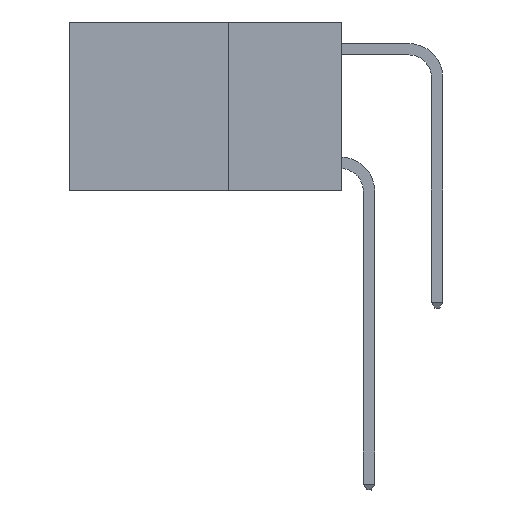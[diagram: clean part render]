
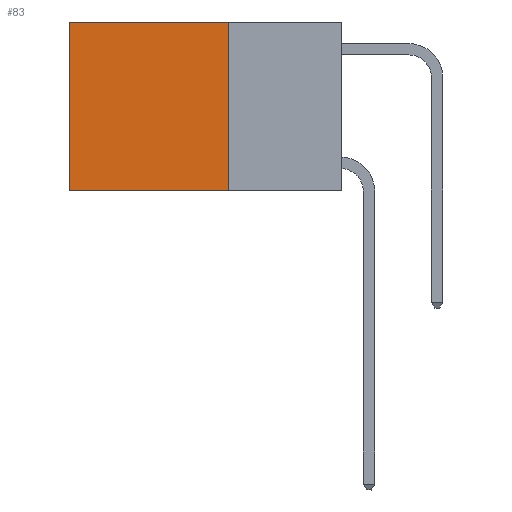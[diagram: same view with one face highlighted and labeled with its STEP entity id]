
A CAD part, left-side view. The second image highlights one B-rep face of the part: STEP entity #83.
In plain terms, the highlighted planar face has unit normal (-1, 0, 0).
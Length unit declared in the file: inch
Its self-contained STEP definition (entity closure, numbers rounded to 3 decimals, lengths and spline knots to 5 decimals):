
#83 = ADVANCED_FACE ( 'NONE', ( #16490 ), #10719, .F. ) ;
#123 = AXIS2_PLACEMENT_3D ( 'NONE', #9205, #7579, #11418 ) ;
#775 = ORIENTED_EDGE ( 'NONE', *, *, #4592, .F. ) ;
#1363 = CARTESIAN_POINT ( 'NONE',  ( 0.2625, 0.25, 0. ) ) ;
#1444 = DIRECTION ( 'NONE',  ( 0., 0., -1. ) ) ;
#1960 = EDGE_CURVE ( 'NONE', #2991, #17569, #17805, .T. ) ;
#2190 = CARTESIAN_POINT ( 'NONE',  ( 0.2625, 0.6, 0. ) ) ;
#2474 = VECTOR ( 'NONE', #1444, 39.37008 ) ;
#2685 = DIRECTION ( 'NONE',  ( 0., 1., 0. ) ) ;
#2991 = VERTEX_POINT ( 'NONE', #10849 ) ;
#4592 = EDGE_CURVE ( 'NONE', #2991, #7991, #16445, .T. ) ;
#5690 = DIRECTION ( 'NONE',  ( 0., 0., -1. ) ) ;
#6621 = VERTEX_POINT ( 'NONE', #17287 ) ;
#6874 = EDGE_LOOP ( 'NONE', ( #9518, #11045, #775, #10684 ) ) ;
#7579 = DIRECTION ( 'NONE',  ( 1., 0., 0. ) ) ;
#7991 = VERTEX_POINT ( 'NONE', #13505 ) ;
#9148 = EDGE_CURVE ( 'NONE', #7991, #6621, #17599, .T. ) ;
#9205 = CARTESIAN_POINT ( 'NONE',  ( 0.2625, 0.25, 0. ) ) ;
#9518 = ORIENTED_EDGE ( 'NONE', *, *, #12977, .T. ) ;
#10684 = ORIENTED_EDGE ( 'NONE', *, *, #1960, .T. ) ;
#10719 = PLANE ( 'NONE',  #123 ) ;
#10849 = CARTESIAN_POINT ( 'NONE',  ( 0.2625, 0.25, 0. ) ) ;
#11045 = ORIENTED_EDGE ( 'NONE', *, *, #9148, .F. ) ;
#11274 = VECTOR ( 'NONE', #2685, 39.37008 ) ;
#11418 = DIRECTION ( 'NONE',  ( 0., 0., -1. ) ) ;
#12457 = CARTESIAN_POINT ( 'NONE',  ( 0.2625, 0.25, 0. ) ) ;
#12917 = LINE ( 'NONE', #18341, #2474 ) ;
#12977 = EDGE_CURVE ( 'NONE', #17569, #6621, #12917, .T. ) ;
#13505 = CARTESIAN_POINT ( 'NONE',  ( 0.2625, 0.25, -0.37 ) ) ;
#13786 = DIRECTION ( 'NONE',  ( 0., 1., 0. ) ) ;
#15188 = CARTESIAN_POINT ( 'NONE',  ( 0.2625, 0.25, -0.37 ) ) ;
#16006 = VECTOR ( 'NONE', #5690, 39.37008 ) ;
#16445 = LINE ( 'NONE', #1363, #16006 ) ;
#16490 = FACE_OUTER_BOUND ( 'NONE', #6874, .T. ) ;
#17175 = VECTOR ( 'NONE', #13786, 39.37008 ) ;
#17287 = CARTESIAN_POINT ( 'NONE',  ( 0.2625, 0.6, -0.37 ) ) ;
#17569 = VERTEX_POINT ( 'NONE', #2190 ) ;
#17599 = LINE ( 'NONE', #15188, #17175 ) ;
#17805 = LINE ( 'NONE', #12457, #11274 ) ;
#18341 = CARTESIAN_POINT ( 'NONE',  ( 0.2625, 0.6, 0. ) ) ;
